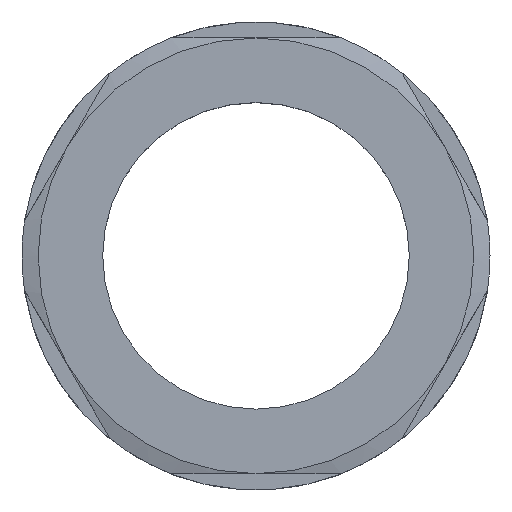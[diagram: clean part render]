
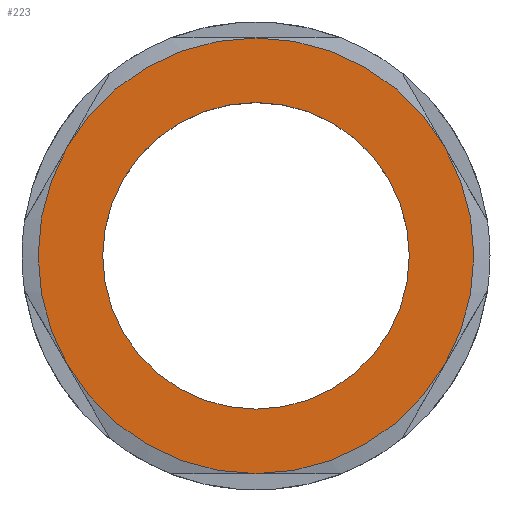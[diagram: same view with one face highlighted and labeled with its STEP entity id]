
A CAD part, top view. The second image highlights one B-rep face of the part: STEP entity #223.
In plain terms, the highlighted planar face has unit normal (0, 0, 1).
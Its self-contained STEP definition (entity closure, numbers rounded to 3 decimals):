
#37 = DIRECTION ( 'NONE',  ( 0., 1., 0. ) ) ;
#42 = DIRECTION ( 'NONE',  ( 0., 0., -1. ) ) ;
#60 = CARTESIAN_POINT ( 'NONE',  ( 0., 0., 3. ) ) ;
#66 = CARTESIAN_POINT ( 'NONE',  ( 0., -13.5, 3. ) ) ;
#81 = DIRECTION ( 'NONE',  ( 0., 0., -1. ) ) ;
#91 = VERTEX_POINT ( 'NONE', #862 ) ;
#96 = EDGE_CURVE ( 'NONE', #102, #1022, #813, .T. ) ;
#102 = VERTEX_POINT ( 'NONE', #854 ) ;
#108 = DIRECTION ( 'NONE',  ( 1., 0., 0. ) ) ;
#109 = DIRECTION ( 'NONE',  ( 0., 0., 1. ) ) ;
#110 = CARTESIAN_POINT ( 'NONE',  ( 0., 0., 3. ) ) ;
#117 = DIRECTION ( 'NONE',  ( 0., 1., 0. ) ) ;
#118 = ORIENTED_EDGE ( 'NONE', *, *, #928, .F. ) ;
#128 = DIRECTION ( 'NONE',  ( 0., 0., -1. ) ) ;
#133 = CARTESIAN_POINT ( 'NONE',  ( 0., 0., 3. ) ) ;
#147 = CARTESIAN_POINT ( 'NONE',  ( 0., 0., 3. ) ) ;
#196 = CIRCLE ( 'NONE', #840, 13.5 ) ;
#197 = EDGE_LOOP ( 'NONE', ( #118, #833 ) ) ;
#214 = VERTEX_POINT ( 'NONE', #650 ) ;
#219 = VERTEX_POINT ( 'NONE', #541 ) ;
#223 = ADVANCED_FACE ( 'NONE', ( #693, #703 ), #608, .T. ) ;
#225 = AXIS2_PLACEMENT_3D ( 'NONE', #623, #619, #617 ) ;
#230 = CARTESIAN_POINT ( 'NONE',  ( -9.5, 0., 3. ) ) ;
#243 = CIRCLE ( 'NONE', #326, 13.5 ) ;
#305 = EDGE_CURVE ( 'NONE', #214, #522, #609, .T. ) ;
#318 = VERTEX_POINT ( 'NONE', #446 ) ;
#326 = AXIS2_PLACEMENT_3D ( 'NONE', #546, #398, #536 ) ;
#339 = ORIENTED_EDGE ( 'NONE', *, *, #412, .F. ) ;
#368 = DIRECTION ( 'NONE',  ( 1., 0., 0. ) ) ;
#376 = EDGE_LOOP ( 'NONE', ( #553, #339, #632, #658, #916, #929 ) ) ;
#380 = EDGE_CURVE ( 'NONE', #219, #91, #761, .T. ) ;
#389 = AXIS2_PLACEMENT_3D ( 'NONE', #147, #81, #690 ) ;
#397 = CIRCLE ( 'NONE', #894, 9.5 ) ;
#398 = DIRECTION ( 'NONE',  ( 0., 0., -1. ) ) ;
#404 = DIRECTION ( 'NONE',  ( 0., 1., 0. ) ) ;
#412 = EDGE_CURVE ( 'NONE', #91, #102, #1036, .T. ) ;
#414 = CIRCLE ( 'NONE', #938, 9.5 ) ;
#431 = EDGE_CURVE ( 'NONE', #884, #318, #414, .T. ) ;
#446 = CARTESIAN_POINT ( 'NONE',  ( 9.5, 0., 3. ) ) ;
#450 = DIRECTION ( 'NONE',  ( 0., 0., -1. ) ) ;
#515 = CARTESIAN_POINT ( 'NONE',  ( 0., 0., 3. ) ) ;
#519 = DIRECTION ( 'NONE',  ( 1., 0., 0. ) ) ;
#522 = VERTEX_POINT ( 'NONE', #66 ) ;
#523 = DIRECTION ( 'NONE',  ( 0., 0., 1. ) ) ;
#532 = CARTESIAN_POINT ( 'NONE',  ( 0., 0., 3. ) ) ;
#536 = DIRECTION ( 'NONE',  ( 0., 1., 0. ) ) ;
#541 = CARTESIAN_POINT ( 'NONE',  ( -11.691, -6.75, 3. ) ) ;
#546 = CARTESIAN_POINT ( 'NONE',  ( 0., 0., 3. ) ) ;
#553 = ORIENTED_EDGE ( 'NONE', *, *, #96, .F. ) ;
#563 = CARTESIAN_POINT ( 'NONE',  ( 0., 0., 3. ) ) ;
#575 = DIRECTION ( 'NONE',  ( 0., 0., 1. ) ) ;
#608 = PLANE ( 'NONE',  #962 ) ;
#609 = CIRCLE ( 'NONE', #225, 13.5 ) ;
#617 = DIRECTION ( 'NONE',  ( 0., 1., 0. ) ) ;
#619 = DIRECTION ( 'NONE',  ( 0., 0., -1. ) ) ;
#623 = CARTESIAN_POINT ( 'NONE',  ( 0., 0., 3. ) ) ;
#632 = ORIENTED_EDGE ( 'NONE', *, *, #380, .F. ) ;
#650 = CARTESIAN_POINT ( 'NONE',  ( 11.691, -6.75, 3. ) ) ;
#658 = ORIENTED_EDGE ( 'NONE', *, *, #922, .F. ) ;
#690 = DIRECTION ( 'NONE',  ( 0., 1., 0. ) ) ;
#693 = FACE_BOUND ( 'NONE', #197, .T. ) ;
#703 = FACE_OUTER_BOUND ( 'NONE', #376, .T. ) ;
#713 = AXIS2_PLACEMENT_3D ( 'NONE', #532, #450, #404 ) ;
#761 = CIRCLE ( 'NONE', #713, 13.5 ) ;
#813 = CIRCLE ( 'NONE', #389, 13.5 ) ;
#825 = AXIS2_PLACEMENT_3D ( 'NONE', #60, #42, #37 ) ;
#833 = ORIENTED_EDGE ( 'NONE', *, *, #431, .F. ) ;
#840 = AXIS2_PLACEMENT_3D ( 'NONE', #133, #128, #117 ) ;
#854 = CARTESIAN_POINT ( 'NONE',  ( 0., 13.5, 3. ) ) ;
#862 = CARTESIAN_POINT ( 'NONE',  ( -11.691, 6.75, 3. ) ) ;
#884 = VERTEX_POINT ( 'NONE', #230 ) ;
#894 = AXIS2_PLACEMENT_3D ( 'NONE', #110, #109, #108 ) ;
#916 = ORIENTED_EDGE ( 'NONE', *, *, #305, .F. ) ;
#922 = EDGE_CURVE ( 'NONE', #522, #219, #196, .T. ) ;
#928 = EDGE_CURVE ( 'NONE', #318, #884, #397, .T. ) ;
#929 = ORIENTED_EDGE ( 'NONE', *, *, #1012, .F. ) ;
#938 = AXIS2_PLACEMENT_3D ( 'NONE', #563, #575, #368 ) ;
#962 = AXIS2_PLACEMENT_3D ( 'NONE', #515, #523, #519 ) ;
#995 = CARTESIAN_POINT ( 'NONE',  ( 11.691, 6.75, 3. ) ) ;
#1012 = EDGE_CURVE ( 'NONE', #1022, #214, #243, .T. ) ;
#1022 = VERTEX_POINT ( 'NONE', #995 ) ;
#1036 = CIRCLE ( 'NONE', #825, 13.5 ) ;
